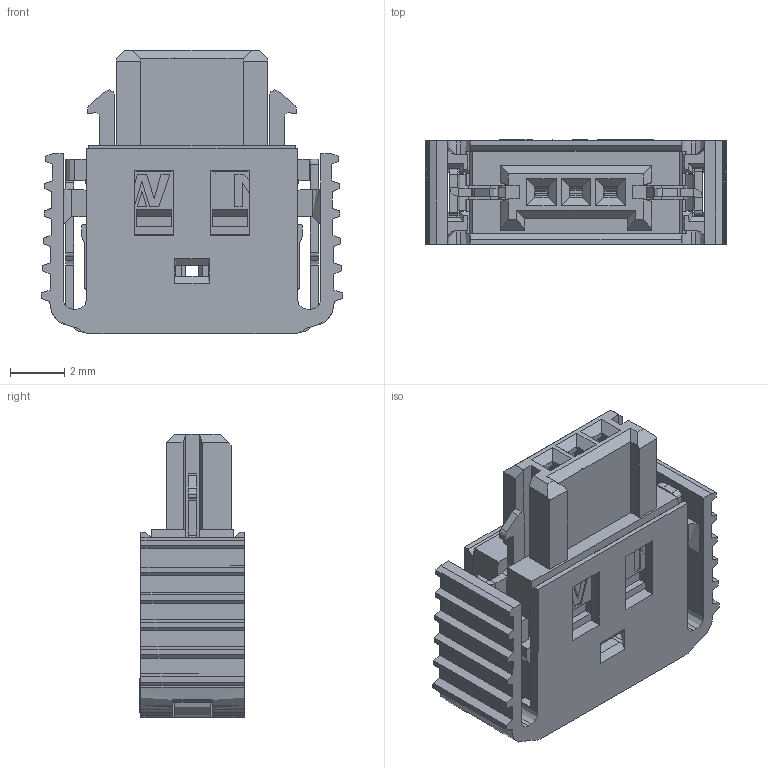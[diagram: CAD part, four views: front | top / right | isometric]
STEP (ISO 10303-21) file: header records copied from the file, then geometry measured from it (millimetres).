
FILE_DESCRIPTION( ('This file contains a STEP AP42 implementation' ,'as created by ZW3D STEP Interface translator.') ,'2;1' );
FILE_NAME( '3917-003RXXTM1WBT1.stp' ,'23 926.11 337', (''), ('ZWCAD Software Co.'), 'Version 1.0', 'ZW3D to STEP translator', '' );
FILE_SCHEMA(('AUTOMOTIVE_DESIGN { 1 0 10303 214 1 1 1 1 }'));
Length unit declared in the file: millimetre
Products named in the file (2): 0; 3917-003RXXTM1WBT1
Bounding box: 11.06 x 3.85 x 10.4 mm (x, y, z)
Volume: 220.4 mm3
Topology: 1 solids, 5 shells, 1327 faces, 3660 edges, 2352 vertices
Faces by surface type: plane 939, cylinder 302, bspline 68, cone 18
Entity records: 46120 total; most frequent: CARTESIAN_POINT 11023, ORIENTED_EDGE 7346, DIRECTION 6532, EDGE_CURVE 3666, VECTOR 2862, LINE 2862, VERTEX_POINT 2356, AXIS2_PLACEMENT_3D 1835
